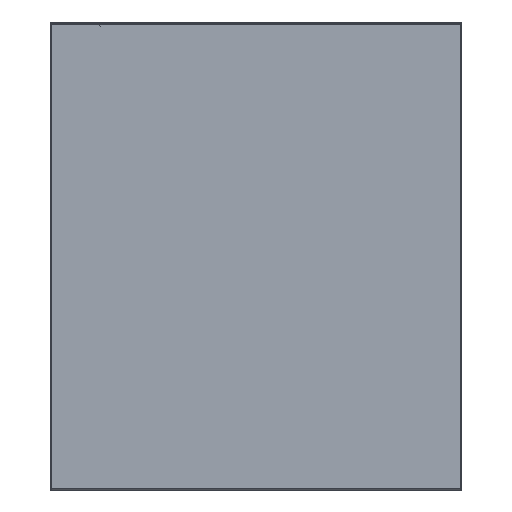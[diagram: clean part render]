
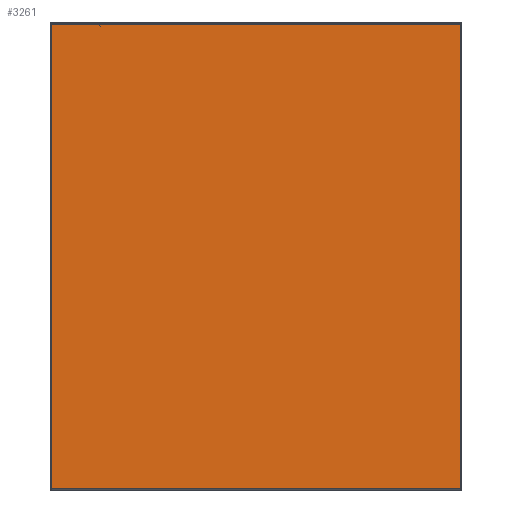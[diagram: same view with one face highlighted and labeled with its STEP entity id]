
A CAD part, left-side view. The second image highlights one B-rep face of the part: STEP entity #3261.
In plain terms, the highlighted planar face has unit normal (-1, 0, 0).
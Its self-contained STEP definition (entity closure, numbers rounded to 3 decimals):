
#38 = LINE ( 'NONE', #14887, #101 ) ;
#101 = VECTOR ( 'NONE', #7425, 1000. ) ;
#234 = LINE ( 'NONE', #8920, #1417 ) ;
#755 = AXIS2_PLACEMENT_3D ( 'NONE', #10275, #11328, #7911 ) ;
#956 = VECTOR ( 'NONE', #14471, 1000. ) ;
#1030 = EDGE_CURVE ( 'NONE', #11828, #4304, #1324, .T. ) ;
#1239 = EDGE_CURVE ( 'NONE', #4304, #14917, #15750, .T. ) ;
#1324 = LINE ( 'NONE', #11240, #10301 ) ;
#1417 = VECTOR ( 'NONE', #12569, 1000. ) ;
#1831 = CARTESIAN_POINT ( 'NONE',  ( -397.5, 399., -227.5 ) ) ;
#2006 = EDGE_CURVE ( 'NONE', #13076, #11828, #38, .T. ) ;
#2900 = ORIENTED_EDGE ( 'NONE', *, *, #1239, .T. ) ;
#3261 = ADVANCED_FACE ( 'NONE', ( #14090 ), #5234, .T. ) ;
#3672 = CARTESIAN_POINT ( 'NONE',  ( -397.5, 1., -228.5 ) ) ;
#3846 = DIRECTION ( 'NONE',  ( 0., -1., 0. ) ) ;
#4304 = VERTEX_POINT ( 'NONE', #6788 ) ;
#5234 = PLANE ( 'NONE',  #755 ) ;
#6569 = CARTESIAN_POINT ( 'NONE',  ( -397.5, 399., 224.086 ) ) ;
#6788 = CARTESIAN_POINT ( 'NONE',  ( -397.5, 1., -227.5 ) ) ;
#6956 = ORIENTED_EDGE ( 'NONE', *, *, #12933, .T. ) ;
#7425 = DIRECTION ( 'NONE',  ( 0., 0., -1. ) ) ;
#7911 = DIRECTION ( 'NONE',  ( 0., 0., 1. ) ) ;
#8920 = CARTESIAN_POINT ( 'NONE',  ( -397.5, 400., 224.086 ) ) ;
#9944 = CARTESIAN_POINT ( 'NONE',  ( -397.5, 1., 224.086 ) ) ;
#10275 = CARTESIAN_POINT ( 'NONE',  ( -397.5, 400., -228.5 ) ) ;
#10301 = VECTOR ( 'NONE', #3846, 1000. ) ;
#11006 = EDGE_LOOP ( 'NONE', ( #11506, #15996, #2900, #6956 ) ) ;
#11240 = CARTESIAN_POINT ( 'NONE',  ( -397.5, 400., -227.5 ) ) ;
#11328 = DIRECTION ( 'NONE',  ( -1., 0., 0. ) ) ;
#11506 = ORIENTED_EDGE ( 'NONE', *, *, #2006, .T. ) ;
#11828 = VERTEX_POINT ( 'NONE', #1831 ) ;
#12569 = DIRECTION ( 'NONE',  ( 0., 1., 0. ) ) ;
#12933 = EDGE_CURVE ( 'NONE', #14917, #13076, #234, .T. ) ;
#13076 = VERTEX_POINT ( 'NONE', #6569 ) ;
#14090 = FACE_OUTER_BOUND ( 'NONE', #11006, .T. ) ;
#14471 = DIRECTION ( 'NONE',  ( 0., 0., 1. ) ) ;
#14887 = CARTESIAN_POINT ( 'NONE',  ( -397.5, 399., -228.5 ) ) ;
#14917 = VERTEX_POINT ( 'NONE', #9944 ) ;
#15750 = LINE ( 'NONE', #3672, #956 ) ;
#15996 = ORIENTED_EDGE ( 'NONE', *, *, #1030, .T. ) ;
